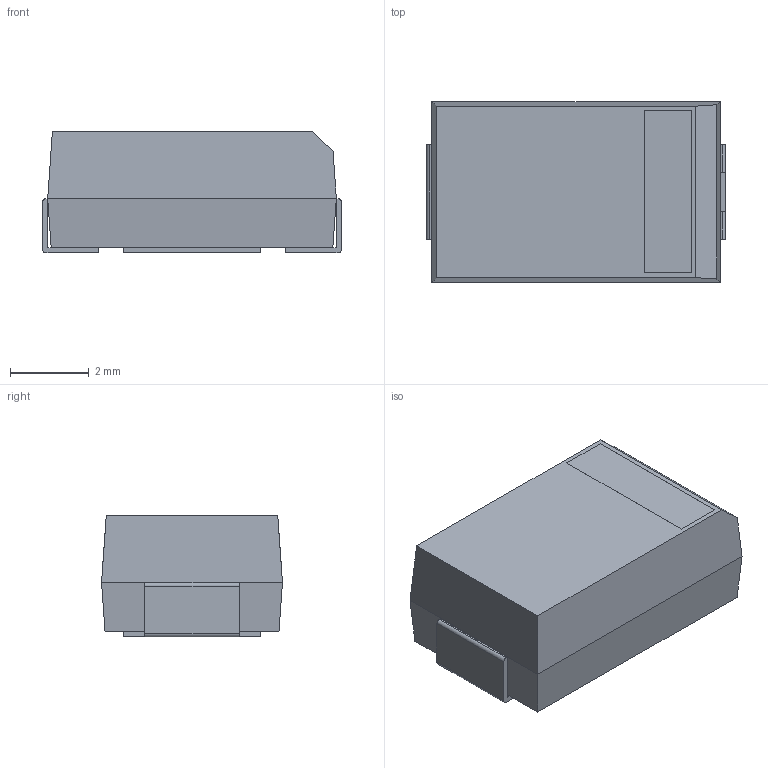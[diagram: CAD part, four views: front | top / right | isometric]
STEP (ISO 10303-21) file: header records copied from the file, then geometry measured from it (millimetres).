
FILE_DESCRIPTION(('FreeCAD Model'),'2;1');
FILE_NAME('Tantalum_D_7343H31.step', '2015-09-15T09:25:27',('Author'),('Robit'), 'Open CASCADE STEP processor 6.8','FreeCAD','Unknown');
FILE_SCHEMA(('AUTOMOTIVE_DESIGN_CC2 { 1 2 10303 214 -1 1 5 4 }'));
Length unit declared in the file: millimetre
Products named in the file (2): ASSEMBLY; Tantalum_D_7343H31
Assembly tree (1 placements, depth 2):
  ASSEMBLY
    Tantalum_D_7343H31
Bounding box: 7.6 x 4.6 x 3.1 mm (x, y, z)
Volume: 99.2 mm3; surface area: 148.5 mm2
Topology: 1 solids, 1 shells, 46 faces, 122 edges, 80 vertices
Faces by surface type: plane 32, bspline 9, cylinder 5
Entity records: 6584 total; most frequent: CARTESIAN_POINT 3938, DIRECTION 368, LINE 265, VECTOR 265, ORIENTED_EDGE 244, PCURVE 244, DEFINITIONAL_REPRESENTATION 244, EDGE_CURVE 122
